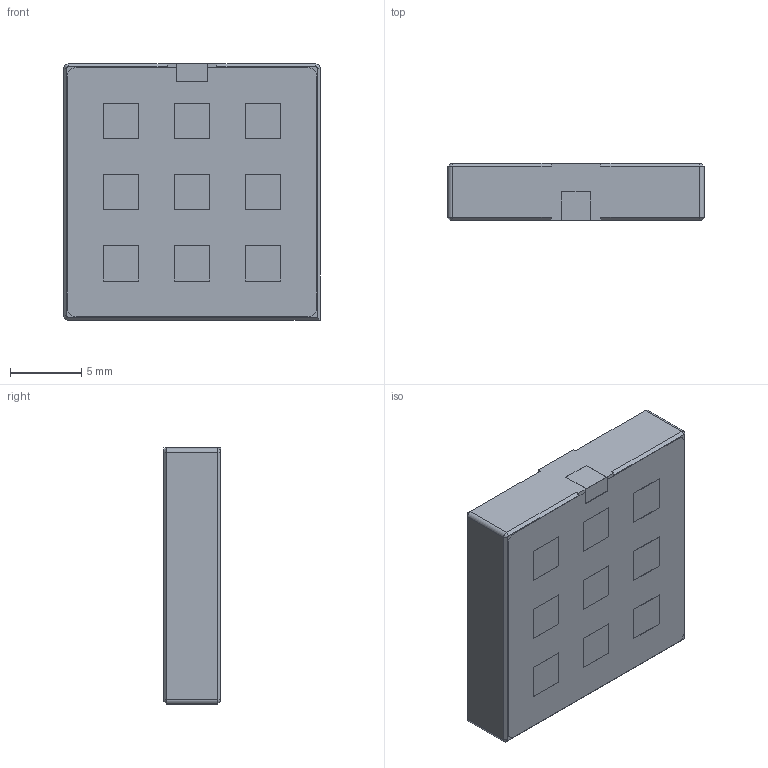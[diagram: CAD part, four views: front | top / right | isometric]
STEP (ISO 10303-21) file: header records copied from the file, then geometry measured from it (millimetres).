
FILE_DESCRIPTION (( 'STEP AP214' ), '1' );
FILE_NAME ('DSGP184B.STEP', '2024-12-03T01:35:53', ( '' ), ( '' ), 'SwSTEP 2.0', 'SolidWorks 2022', '' );
FILE_SCHEMA (( 'AUTOMOTIVE_DESIGN' ));
Length unit declared in the file: millimetre
Products named in the file (1): DSGP184B
Bounding box: 18 x 4.04 x 18.01 mm (x, y, z)
Volume: 1295.8 mm3; surface area: 921.4 mm2
Topology: 1 solids, 1 shells, 346 faces, 908 edges, 600 vertices
Faces by surface type: plane 210, bspline 123, cylinder 7, cone 6
Entity records: 18300 total; most frequent: CARTESIAN_POINT 6796, ORIENTED_EDGE 1816, DIRECTION 1130, EDGE_CURVE 908, LINE 642, VECTOR 642, VERTEX_POINT 600, EDGE_LOOP 382
